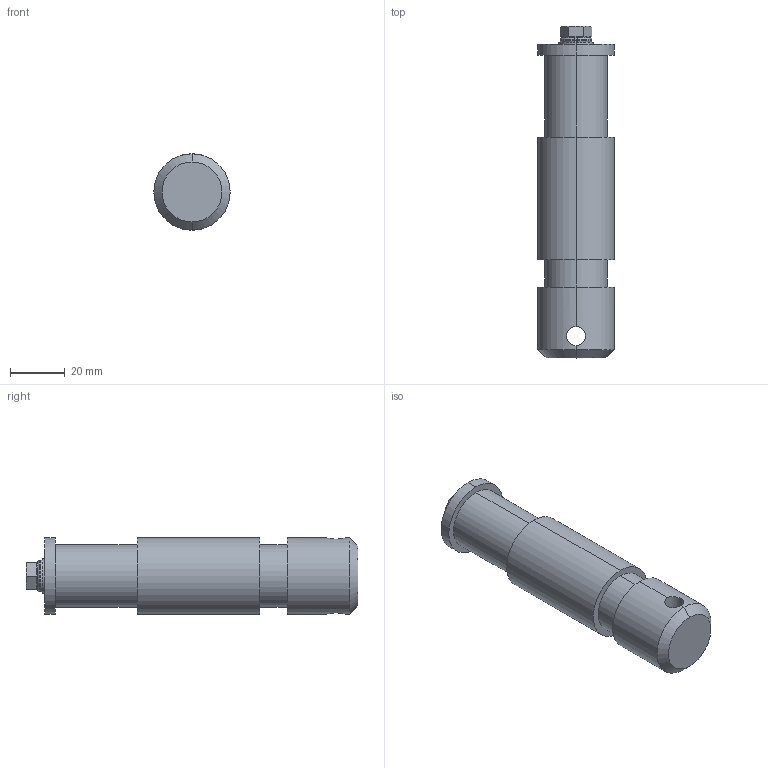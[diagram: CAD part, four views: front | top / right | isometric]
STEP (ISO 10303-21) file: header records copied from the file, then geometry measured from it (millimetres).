
FILE_DESCRIPTION (( 'STEP AP203' ), '1' );
FILE_NAME ('T74305.STEP', '2018-09-05T14:28:59', ( '' ), ( '' ), 'SwSTEP 2.0', 'SolidWorks 2016', '' );
FILE_SCHEMA (( 'CONFIG_CONTROL_DESIGN' ));
Length unit declared in the file: millimetre
Products named in the file (5): T74305; Single Coil Rectangular Section Spring Washer_Doughty Fastners_Rectangular section spring washer BS 4464 - 6 (Type B); TH1248; B Washer_Bright washer BS 4320 - M6 (Form B); Hex Screw GradeC_Doughty Fastners_ISO 4018 - M6 x 25-WS
Assembly tree (4 placements, depth 2):
  T74305
    TH1248
    Hex Screw GradeC_Doughty Fastners_ISO 4018 - M6 x 25-WS
    B Washer_Bright washer BS 4320 - M6 (Form B)
    Single Coil Rectangular Section Spring Washer_Doughty Fastners_Rectangular section spring washer BS 4464 - 6 (Type B)
Bounding box: 28 x 121.78 x 28 mm (x, y, z)
Volume: 61972 mm3; surface area: 13757.2 mm2
Topology: 4 solids, 4 shells, 213 faces, 536 edges, 333 vertices
Faces by surface type: cone 110, cylinder 72, plane 27, torus 4
Entity records: 7147 total; most frequent: CARTESIAN_POINT 1319, DIRECTION 1250, ORIENTED_EDGE 1068, EDGE_CURVE 534, AXIS2_PLACEMENT_3D 524, VERTEX_POINT 333, CIRCLE 304, EDGE_LOOP 221
